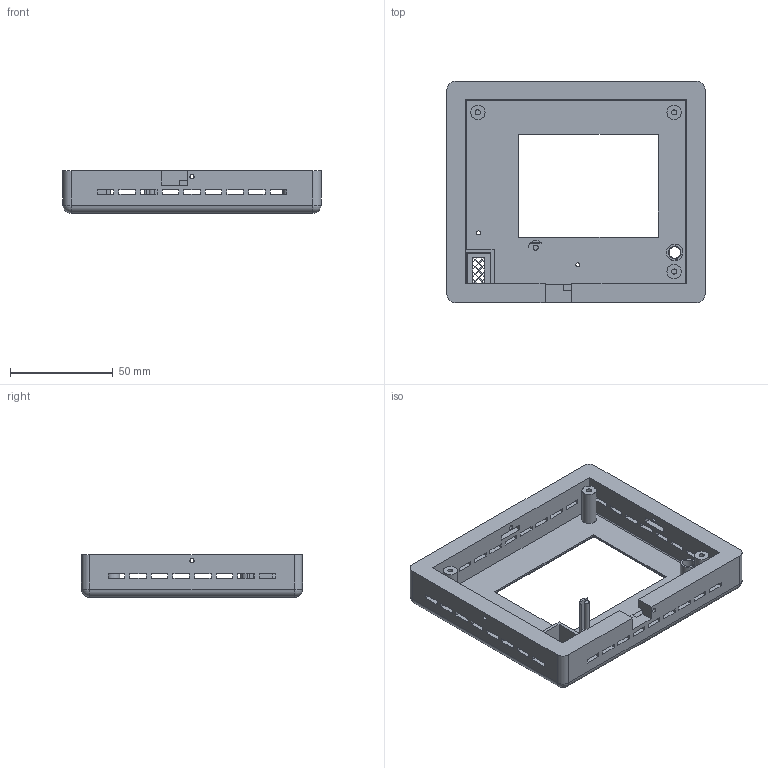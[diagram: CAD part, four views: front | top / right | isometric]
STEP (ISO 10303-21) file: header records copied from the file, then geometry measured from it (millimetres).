
FILE_DESCRIPTION(('FreeCAD Model'),'2;1');
FILE_NAME('Open CASCADE Shape Model','2026-01-03T19:38:59',('FreeCAD'),( 'FreeCAD'),'Open CASCADE STEP processor 7.5','FreeCAD','Unknown');
FILE_SCHEMA(('AUTOMOTIVE_DESIGN { 1 0 10303 214 1 1 1 1 }'));
Length unit declared in the file: millimetre
Products named in the file (1): Open CASCADE STEP translator 7.5 1
Bounding box: 125.49 x 107.44 x 20.7 mm (x, y, z)
Volume: 85855.2 mm3; surface area: 45304.8 mm2
Topology: 2 solids, 2 shells, 586 faces, 1481 edges, 860 vertices
Faces by surface type: plane 545, cylinder 37, sphere 4
Full cylindrical faces by diameter (mm): 2 x6, 2.5 x4, 5.5 x1, 6 x1, 7 x3, 8 x1
Entity records: 35325 total; most frequent: CARTESIAN_POINT 6966, DIRECTION 4686, LINE 3320, VECTOR 3320, ORIENTED_EDGE 2954, PCURVE 2954, DEFINITIONAL_REPRESENTATION 2954, EDGE_CURVE 1477
